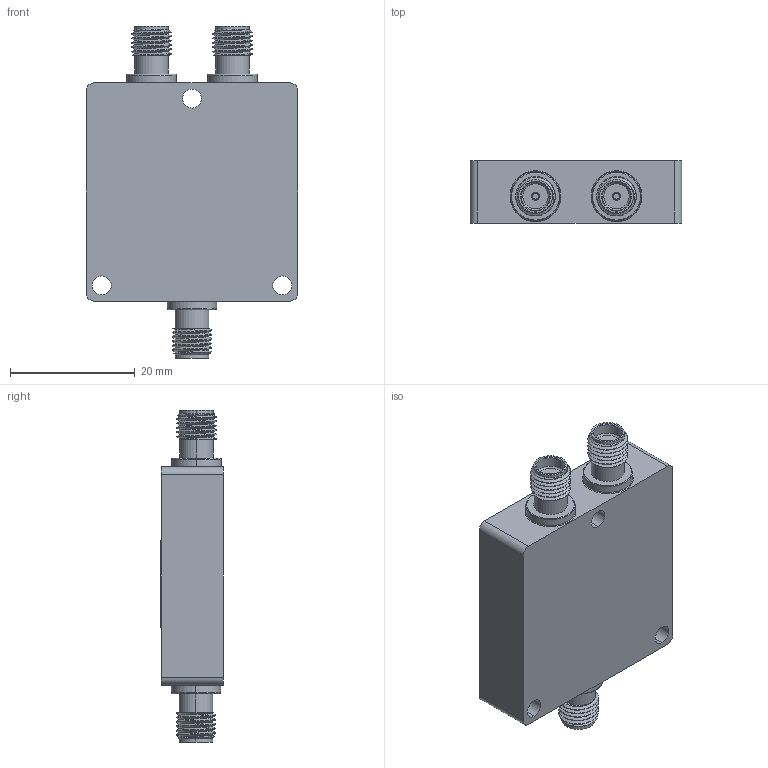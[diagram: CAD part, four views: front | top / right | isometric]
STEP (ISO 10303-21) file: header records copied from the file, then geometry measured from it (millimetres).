
FILE_DESCRIPTION (( 'STEP AP203' ), '1' );
FILE_NAME ('PE20DV019.step', '2018-11-15T17:43:33', ( '' ), ( '' ), 'SwSTEP 2.0', 'SolidWorks 2017', '' );
FILE_SCHEMA (( 'CONFIG_CONTROL_DESIGN' ));
Length unit declared in the file: inch
Products named in the file (1): PE20DV019
Bounding box: 34 x 10.05 x 53.29 mm (x, y, z)
Volume: 12362.1 mm3; surface area: 5363.7 mm2
Topology: 2 solids, 2 shells, 405 faces, 1050 edges, 690 vertices
Faces by surface type: plane 187, bspline 102, cylinder 83, cone 21, torus 12
Entity records: 20514 total; most frequent: CARTESIAN_POINT 11328, ORIENTED_EDGE 2100, DIRECTION 1512, EDGE_CURVE 1050, VERTEX_POINT 690, VECTOR 620, LINE 620, EDGE_LOOP 452
